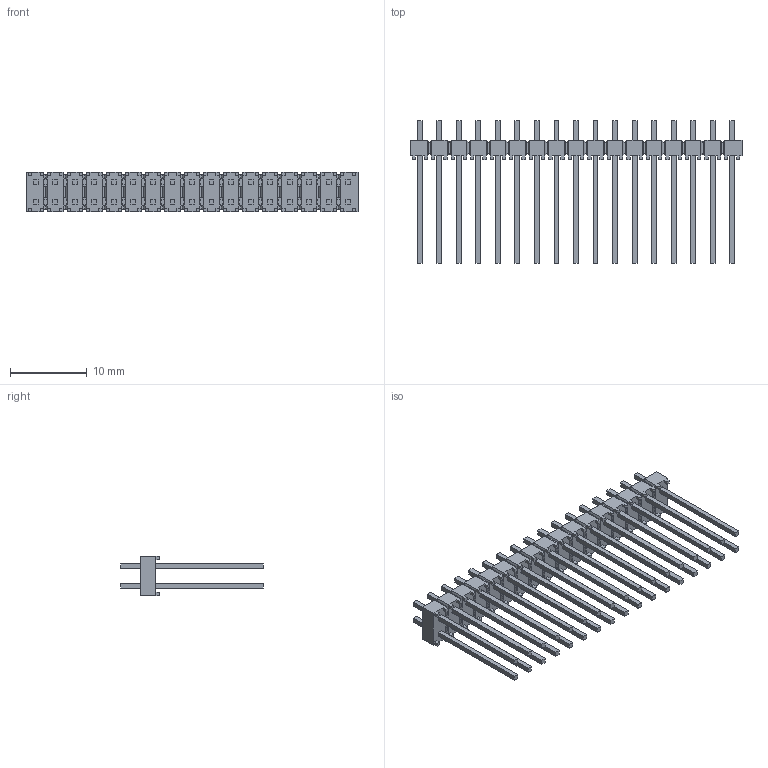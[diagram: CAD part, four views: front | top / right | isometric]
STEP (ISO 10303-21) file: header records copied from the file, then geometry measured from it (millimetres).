
FILE_DESCRIPTION(/* description */ ('STEP AP214'),/* implementation_level */ '2;1');
FILE_NAME(/* name */ 'MTSW-117-09-L-D-100',/* time_stamp */ '2025-09-05T19:47:48+02:00',/* author */ ('License CC BY-ND 4.0'),/* organization */ ('CADENAS'),/* preprocessor_version */ 'ST-DEVELOPER v19.3',/* originating_system */ 'PARTsolutions',/* authorisation */ ' ');
FILE_SCHEMA (('FEATURE_BASED_PROCESS_PLANNING','AUTOMOTIVE_DESIGN {1 0 10303 214 3 1 1}'));
Length unit declared in the file: inch
Products named in the file (3): MTSW-117-09-L-D-100; MTSW-117-09-L-D-100_body; MTSW-117-09-D-100
Assembly tree (2 placements, depth 2):
  MTSW-117-09-L-D-100
    MTSW-117-09-L-D-100_body
    MTSW-117-09-D-100
Bounding box: 43.18 x 18.54 x 5.08 mm (x, y, z)
Volume: 658.4 mm3; surface area: 2888.5 mm2
Topology: 2 solids, 2 shells, 1304 faces, 3440 edges, 2144 vertices
Faces by surface type: plane 1304
Entity records: 39162 total; most frequent: CARTESIAN_POINT 6891, ORIENTED_EDGE 6880, DIRECTION 6054, EDGE_CURVE 3440, LINE 3440, VECTOR 3440, VERTEX_POINT 2144, EDGE_LOOP 1440
